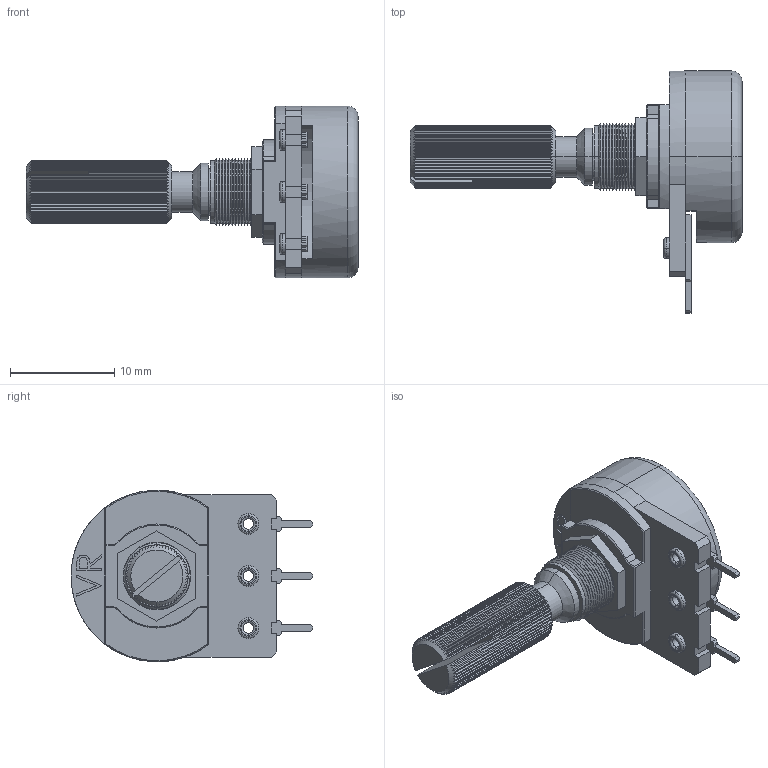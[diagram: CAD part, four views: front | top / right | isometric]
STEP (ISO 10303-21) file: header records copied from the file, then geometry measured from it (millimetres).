
FILE_DESCRIPTION(('FreeCAD Model'),'2;1');
FILE_NAME('POTENTIOMETER006_sp.step', '2019-03-05T09:11:23',('kicad StepUp'),('ksu MCAD'), 'Open CASCADE STEP processor 7.2','FreeCAD','Unknown');
FILE_SCHEMA(('AUTOMOTIVE_DESIGN { 1 0 10303 214 1 1 1 1 }'));
Length unit declared in the file: millimetre
Products named in the file (1): POTENTIOMETER006_sp
Bounding box: 31.9 x 23.25 x 16.5 mm (x, y, z)
Volume: 1436.9 mm3; surface area: 2670.1 mm2
Topology: 1 solids, 1 shells, 460 faces, 1201 edges, 756 vertices
Faces by surface type: plane 259, cylinder 103, cone 73, torus 16, bspline 9
Entity records: 17721 total; most frequent: CARTESIAN_POINT 3503, ORIENTED_EDGE 2402, DIRECTION 2150, EDGE_CURVE 1201, AXIS2_PLACEMENT_3D 759, VERTEX_POINT 756, LINE 632, VECTOR 632
